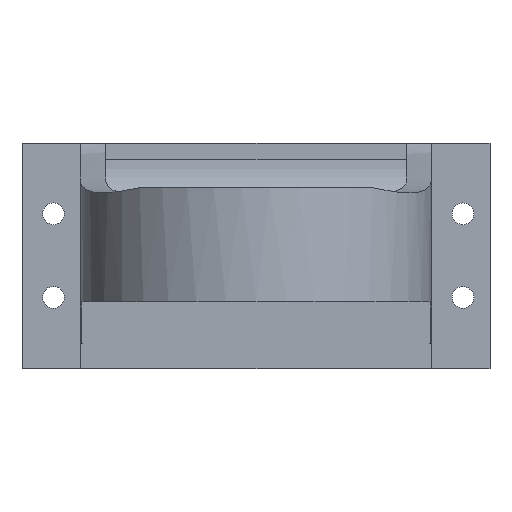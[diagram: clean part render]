
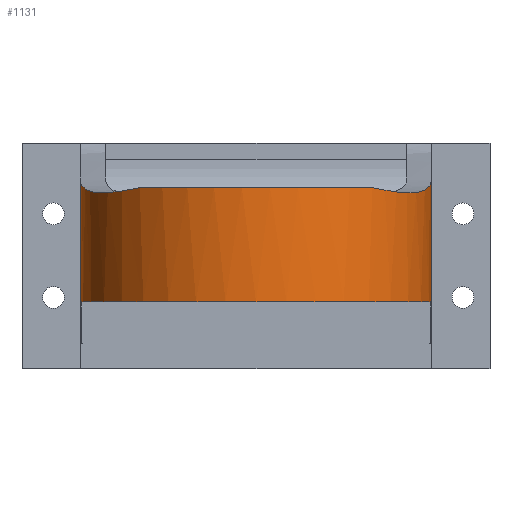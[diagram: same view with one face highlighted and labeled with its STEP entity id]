
A CAD part, left-side view. The second image highlights one B-rep face of the part: STEP entity #1131.
In plain terms, the highlighted cylindrical face has radius 21 mm (diameter 42 mm), a partial arc.
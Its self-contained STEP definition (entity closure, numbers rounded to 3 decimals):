
#48=B_SPLINE_CURVE_WITH_KNOTS('',3,(#1991,#1992,#1993,#1994,#1995,#1996,
#1997,#1998),.UNSPECIFIED.,.F.,.F.,(4,2,2,4),(0.,0.762,1.457,
1.8),.UNSPECIFIED.);
#49=B_SPLINE_CURVE_WITH_KNOTS('',3,(#2041,#2042,#2043,#2044,#2045,#2046,
#2047,#2048,#2049,#2050),.UNSPECIFIED.,.F.,.F.,(4,2,2,2,4),(0.846,
0.956,1.26,1.419,1.59),
 .UNSPECIFIED.);
#138=FACE_OUTER_BOUND('',#208,.T.);
#208=EDGE_LOOP('',(#1025,#1026,#1027,#1028,#1029,#1030));
#244=LINE('',#1616,#355);
#282=LINE('',#1802,#393);
#355=VECTOR('',#1310,10.);
#393=VECTOR('',#1396,10.);
#457=CIRCLE('',#1194,21.);
#472=CIRCLE('',#1238,21.);
#504=VERTEX_POINT('',#1613);
#505=VERTEX_POINT('',#1615);
#544=VERTEX_POINT('',#1784);
#547=VERTEX_POINT('',#1793);
#578=VERTEX_POINT('',#1921);
#580=VERTEX_POINT('',#1925);
#617=EDGE_CURVE('',#505,#504,#244,.T.);
#670=EDGE_CURVE('',#504,#544,#457,.T.);
#675=EDGE_CURVE('',#544,#547,#282,.T.);
#732=EDGE_CURVE('',#578,#580,#472,.T.);
#737=EDGE_CURVE('',#580,#505,#48,.T.);
#738=EDGE_CURVE('',#547,#578,#49,.T.);
#1025=ORIENTED_EDGE('',*,*,#732,.T.);
#1026=ORIENTED_EDGE('',*,*,#737,.T.);
#1027=ORIENTED_EDGE('',*,*,#617,.T.);
#1028=ORIENTED_EDGE('',*,*,#670,.T.);
#1029=ORIENTED_EDGE('',*,*,#675,.T.);
#1030=ORIENTED_EDGE('',*,*,#738,.T.);
#1081=CYLINDRICAL_SURFACE('',#1241,21.);
#1131=ADVANCED_FACE('',(#138),#1081,.T.);
#1194=AXIS2_PLACEMENT_3D('',#1786,#1387,#1388);
#1238=AXIS2_PLACEMENT_3D('',#1927,#1518,#1519);
#1241=AXIS2_PLACEMENT_3D('',#2052,#1526,#1527);
#1310=DIRECTION('',(0.,0.,-1.));
#1387=DIRECTION('center_axis',(0.,0.,1.));
#1388=DIRECTION('ref_axis',(0.,-1.,0.));
#1396=DIRECTION('',(0.,0.,1.));
#1518=DIRECTION('center_axis',(0.,0.,-1.));
#1519=DIRECTION('ref_axis',(0.,-1.,0.));
#1526=DIRECTION('center_axis',(0.,0.,-1.));
#1527=DIRECTION('ref_axis',(0.,-1.,0.));
#1613=CARTESIAN_POINT('',(-19.5,29.5,0.));
#1615=CARTESIAN_POINT('',(-19.5,29.5,14.582));
#1616=CARTESIAN_POINT('',(-19.5,29.5,0.));
#1784=CARTESIAN_POINT('',(-19.5,-12.5,0.));
#1786=CARTESIAN_POINT('Origin',(-19.5,8.5,0.));
#1793=CARTESIAN_POINT('',(-19.5,-12.5,14.582));
#1802=CARTESIAN_POINT('',(-19.5,-12.5,0.));
#1921=CARTESIAN_POINT('',(-35.234,-5.409,13.67));
#1925=CARTESIAN_POINT('',(-35.234,22.409,13.67));
#1927=CARTESIAN_POINT('Origin',(-19.5,8.5,13.67));
#1991=CARTESIAN_POINT('Ctrl Pts',(-35.234,22.409,13.67));
#1992=CARTESIAN_POINT('Ctrl Pts',(-33.571,24.29,13.294));
#1993=CARTESIAN_POINT('Ctrl Pts',(-31.576,25.869,13.026));
#1994=CARTESIAN_POINT('Ctrl Pts',(-27.265,28.15,13.065));
#1995=CARTESIAN_POINT('Ctrl Pts',(-25.091,28.87,13.326));
#1996=CARTESIAN_POINT('Ctrl Pts',(-21.728,29.412,14.018));
#1997=CARTESIAN_POINT('Ctrl Pts',(-20.611,29.5,14.291));
#1998=CARTESIAN_POINT('Ctrl Pts',(-19.5,29.5,14.582));
#2041=CARTESIAN_POINT('Ctrl Pts',(-19.5,-12.5,14.582));
#2042=CARTESIAN_POINT('Ctrl Pts',(-20.376,-12.5,14.353));
#2043=CARTESIAN_POINT('Ctrl Pts',(-21.247,-12.445,14.137));
#2044=CARTESIAN_POINT('Ctrl Pts',(-24.488,-12.039,13.419));
#2045=CARTESIAN_POINT('Ctrl Pts',(-26.798,-11.344,13.097));
#2046=CARTESIAN_POINT('Ctrl Pts',(-30.136,-9.653,13.027));
#2047=CARTESIAN_POINT('Ctrl Pts',(-31.22,-8.972,13.076));
#2048=CARTESIAN_POINT('Ctrl Pts',(-33.329,-7.364,13.292));
#2049=CARTESIAN_POINT('Ctrl Pts',(-34.332,-6.429,13.466));
#2050=CARTESIAN_POINT('Ctrl Pts',(-35.234,-5.409,13.67));
#2052=CARTESIAN_POINT('Origin',(-19.5,8.5,0.));
